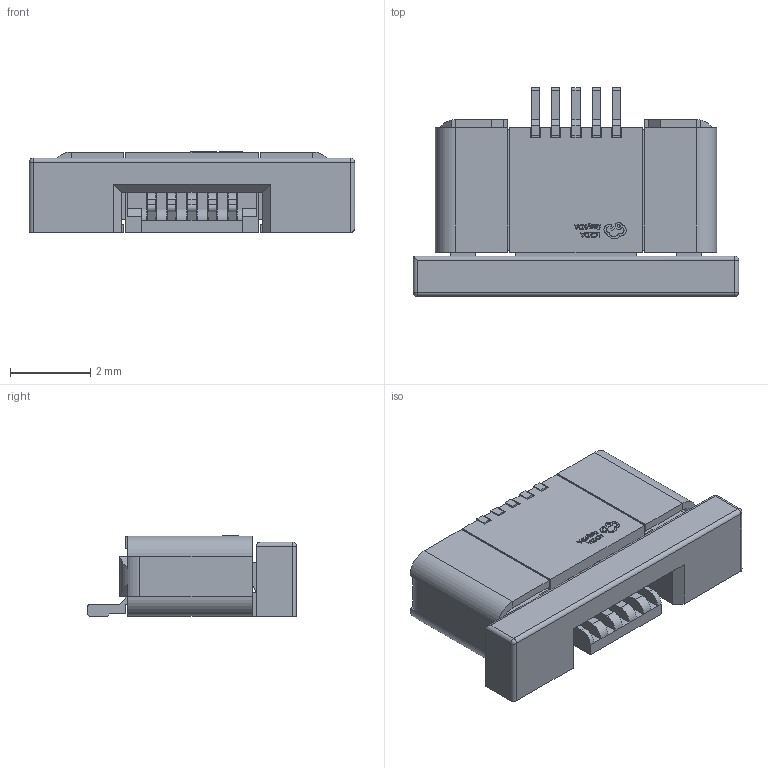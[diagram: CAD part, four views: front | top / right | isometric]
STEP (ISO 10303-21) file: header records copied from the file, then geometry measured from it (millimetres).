
FILE_DESCRIPTION (( 'STEP AP214' ), '1' );
FILE_NAME ('FPC-SMD_AFC07-S05FCC-00.step', '2022-07-06T12:52:15', ( '' ), ( '' ), 'SwSTEP 2.0', 'SolidWorks 2020', '' );
FILE_SCHEMA (( 'AUTOMOTIVE_DESIGN' ));
Length unit declared in the file: millimetre
Products named in the file (1): FPC-SMD_AFC07-S05FCC-00
Bounding box: 8.1 x 5.2 x 2.01 mm (x, y, z)
Volume: 44 mm3; surface area: 305.5 mm2
Topology: 6 solids, 6 shells, 772 faces, 2149 edges, 1406 vertices
Faces by surface type: plane 554, bspline 146, cylinder 69, sphere 3
Entity records: 34073 total; most frequent: CARTESIAN_POINT 7984, ORIENTED_EDGE 4292, DIRECTION 3221, EDGE_CURVE 2146, LINE 1711, VECTOR 1711, VERTEX_POINT 1406, EDGE_LOOP 802
